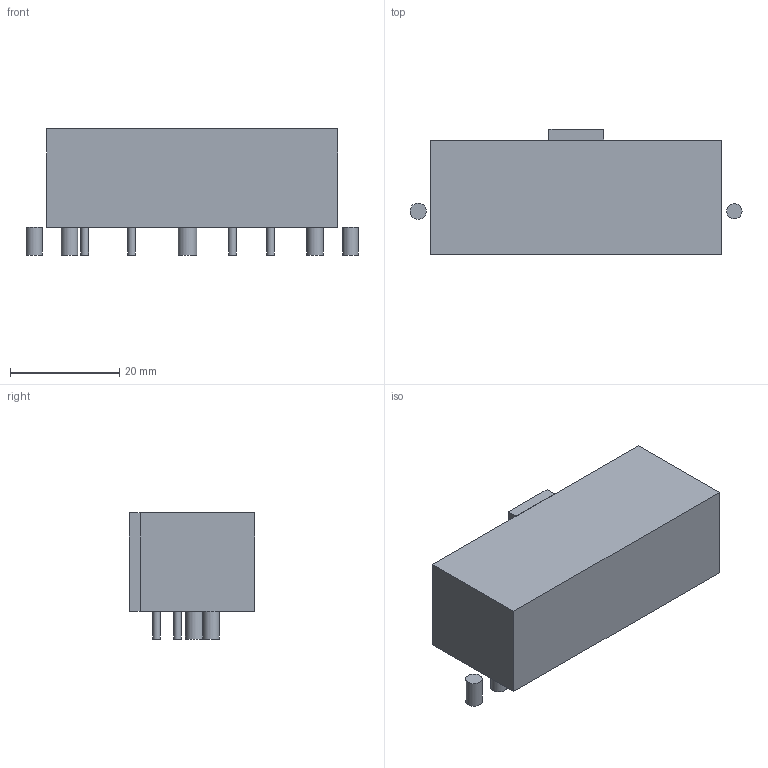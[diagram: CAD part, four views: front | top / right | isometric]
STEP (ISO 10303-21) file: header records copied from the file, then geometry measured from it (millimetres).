
FILE_DESCRIPTION(('FreeCAD Model'),'2;1');
FILE_NAME('290573.1.3.stp','2021-01-05T08:17:30',( 'Author'),(''),'Open CASCADE STEP processor 6.9','FreeCAD','Unknown' );
FILE_SCHEMA(('AUTOMOTIVE_DESIGN { 1 0 10303 214 1 1 1 1 }'));
Length unit declared in the file: millimetre
Products named in the file (3): ASSEMBLY; Body; Leads
Assembly tree (2 placements, depth 2):
  ASSEMBLY
    Body
    Leads
Bounding box: 60.8 x 23 x 23.1 mm (x, y, z)
Volume: 20724.7 mm3; surface area: 5803.9 mm2
Topology: 11 solids, 11 shells, 39 faces, 51 edges, 34 vertices
Faces by surface type: plane 30, cylinder 9
Full cylindrical faces by diameter (mm): 1.4 x4, 2.8 x1, 3 x3, 3.4 x1
Entity records: 1595 total; most frequent: DIRECTION 255, CARTESIAN_POINT 229, LINE 117, VECTOR 117, ORIENTED_EDGE 102, PCURVE 102, DEFINITIONAL_REPRESENTATION 102, AXIS2_PLACEMENT_3D 60
